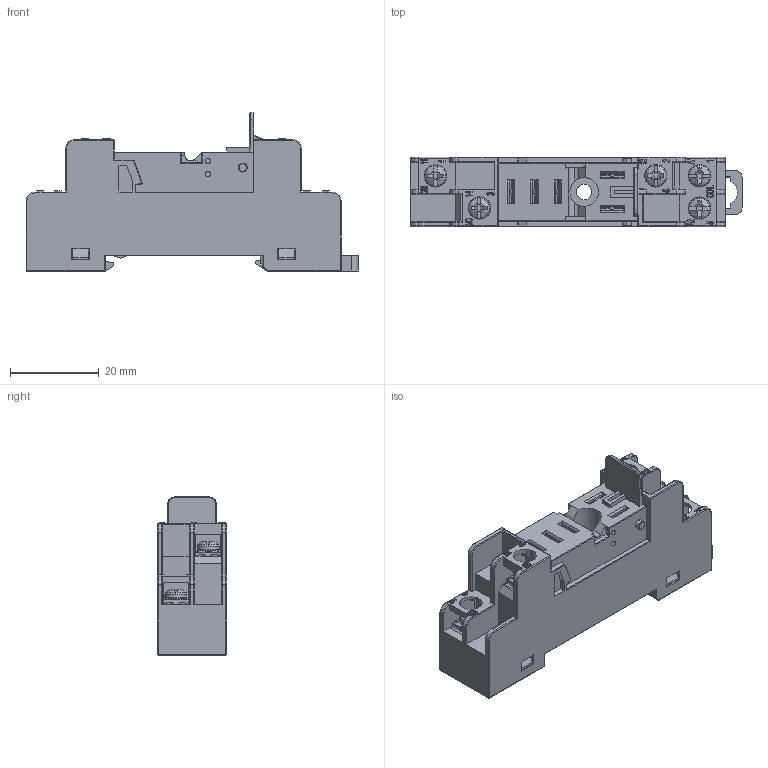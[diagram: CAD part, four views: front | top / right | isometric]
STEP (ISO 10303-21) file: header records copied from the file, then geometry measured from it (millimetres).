
FILE_DESCRIPTION (( 'STEP AP203' ), '1' );
FILE_NAME ('8_157F-1Z-C2.STEP', '2024-12-16T18:34:10', ( '' ), ( '' ), 'SwSTEP 2.0', 'SolidWorks 2022', '' );
FILE_SCHEMA (( 'CONFIG_CONTROL_DESIGN' ));
Products named in the file (1): 8_157F-1Z-C2
Bounding box: 74.8 x 15.7 x 35.6 mm (x, y, z)
Volume: 12775.3 mm3; surface area: 24654 mm2
Topology: 21 solids, 21 shells, 2640 faces, 7317 edges, 4739 vertices
Faces by surface type: plane 1566, cylinder 804, bspline 136, torus 93, cone 31, sphere 10
Entity records: 89353 total; most frequent: CARTESIAN_POINT 23497, ORIENTED_EDGE 14614, DIRECTION 12668, EDGE_CURVE 7307, VERTEX_POINT 4739, VECTOR 4666, LINE 4666, AXIS2_PLACEMENT_3D 4001
